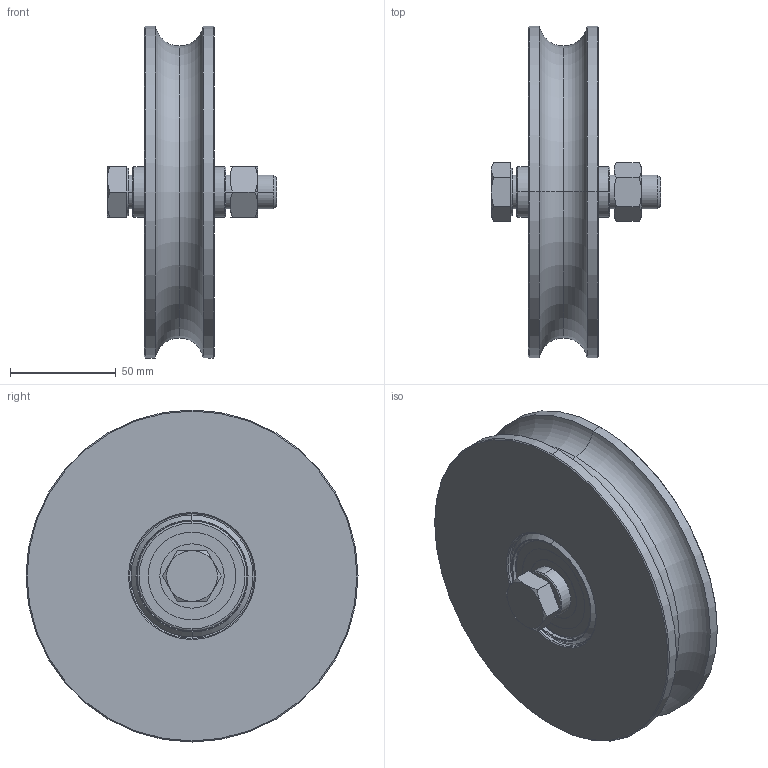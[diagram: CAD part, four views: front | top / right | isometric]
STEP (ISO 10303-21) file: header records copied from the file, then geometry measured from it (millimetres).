
FILE_DESCRIPTION (( 'STEP AP214' ), '1' );
FILE_NAME ('0026881.step', '2021-09-01T07:56:15', ( 'Windows-Benutzer' ), ( '' ), 'SwSTEP 2.0', 'SolidWorks 2020', '' );
FILE_SCHEMA (( 'AUTOMOTIVE_DESIGN' ));
Length unit declared in the file: millimetre
Products named in the file (1): 0026881
Bounding box: 80 x 157 x 157 mm (x, y, z)
Surface area: 73497.4 mm2 (no closed solid volume)
Topology: 0 solids, 13 shells, 92 faces, 216 edges, 138 vertices
Faces by surface type: cone 32, cylinder 26, plane 26, torus 8
Entity records: 3813 total; most frequent: CARTESIAN_POINT 639, DIRECTION 500, ORIENTED_EDGE 376, EDGE_CURVE 216, AXIS2_PLACEMENT_3D 215, VERTEX_POINT 138, CIRCLE 122, EDGE_LOOP 104
